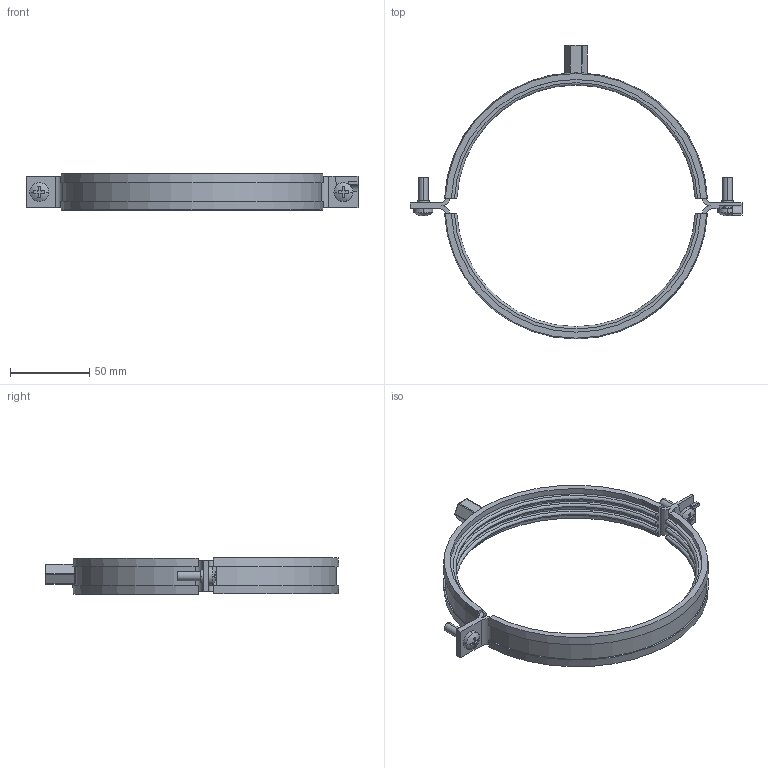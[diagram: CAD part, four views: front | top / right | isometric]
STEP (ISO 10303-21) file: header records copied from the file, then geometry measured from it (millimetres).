
FILE_DESCRIPTION(('STEP AP203'),'1');
FILE_NAME('V 4061023 SR 150 Rundkanalhalterung.STP','2019-11-15T11:06:47',(' '),(' '),'Spatial InterOp 3D',' ',' ');
FILE_SCHEMA(('CONFIG_CONTROL_DESIGN'));
Length unit declared in the file: millimetre
Products named in the file (1): 1
Bounding box: 210 x 185.88 x 22.9 mm (x, y, z)
Volume: 57223.7 mm3; surface area: 50369.2 mm2
Topology: 1 solids, 2 shells, 242 faces, 675 edges, 423 vertices
Faces by surface type: plane 106, cylinder 82, cone 20, sphere 18, torus 16
Entity records: 8028 total; most frequent: CARTESIAN_POINT 1602, DIRECTION 1440, ORIENTED_EDGE 1318, EDGE_CURVE 659, AXIS2_PLACEMENT_3D 559, VERTEX_POINT 423, LINE 322, VECTOR 322
